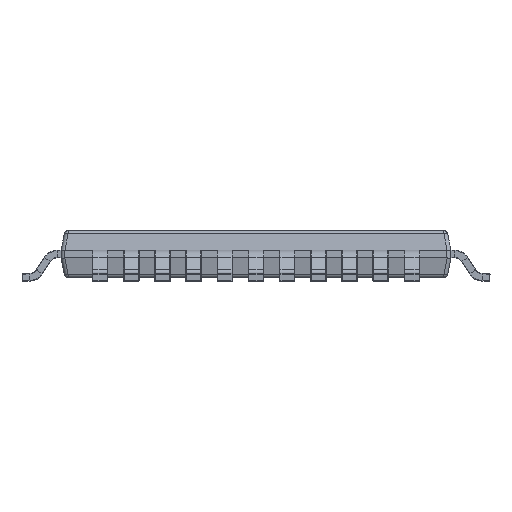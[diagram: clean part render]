
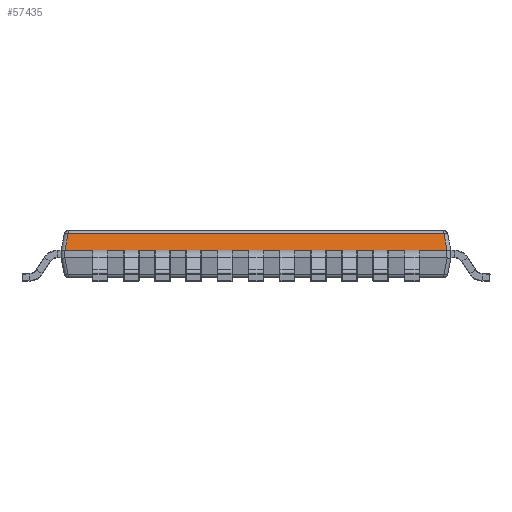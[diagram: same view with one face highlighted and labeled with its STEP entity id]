
A CAD part, left-side view. The second image highlights one B-rep face of the part: STEP entity #57435.
In plain terms, the highlighted planar face has unit normal (-0.981, 0, 0.196).
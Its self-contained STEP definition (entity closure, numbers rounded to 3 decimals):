
#3730 = FACE_OUTER_BOUND ( 'NONE', #32930, .T. ) ;
#7439 = CARTESIAN_POINT ( 'NONE',  ( -5., 4.9, 0.8 ) ) ;
#8793 = VERTEX_POINT ( 'NONE', #86174 ) ;
#10182 = ORIENTED_EDGE ( 'NONE', *, *, #44430, .T. ) ;
#11931 = ORIENTED_EDGE ( 'NONE', *, *, #103714, .T. ) ;
#13872 = EDGE_CURVE ( 'NONE', #111119, #8793, #45251, .T. ) ;
#14370 = CARTESIAN_POINT ( 'NONE',  ( -5., 4.902, 0.8 ) ) ;
#14734 = CARTESIAN_POINT ( 'NONE',  ( -5., 4.9, 0.8 ) ) ;
#14890 = LINE ( 'NONE', #78240, #34786 ) ;
#16539 = CARTESIAN_POINT ( 'NONE',  ( -5., 4.901, 0.8 ) ) ;
#17593 =( BOUNDED_CURVE ( )  B_SPLINE_CURVE ( 3, ( #32528, #93782, #16539, #7439 ),
 .UNSPECIFIED., .F., .F. ) 
 B_SPLINE_CURVE_WITH_KNOTS ( ( 4, 4 ),
 ( 6.264, 6.283 ),
 .UNSPECIFIED. ) 
 CURVE ( )  GEOMETRIC_REPRESENTATION_ITEM ( )  RATIONAL_B_SPLINE_CURVE ( ( 1., 1., 1., 1. ) ) 
 REPRESENTATION_ITEM ( '' )  );
#19095 = VERTEX_POINT ( 'NONE', #14370 ) ;
#24442 = CARTESIAN_POINT ( 'NONE',  ( -5., -4.9, 0.8 ) ) ;
#29820 = CARTESIAN_POINT ( 'NONE',  ( -4.916, -4.818, 1.22 ) ) ;
#32528 = CARTESIAN_POINT ( 'NONE',  ( -5., 4.902, 0.8 ) ) ;
#32930 = EDGE_LOOP ( 'NONE', ( #10182, #11931, #55947, #74776, #88514, #62816 ) ) ;
#33520 = CARTESIAN_POINT ( 'NONE',  ( -5., -4.901, 0.8 ) ) ;
#34559 = EDGE_CURVE ( 'NONE', #8793, #106963, #14890, .T. ) ;
#34786 = VECTOR ( 'NONE', #43347, 1000. ) ;
#42397 = AXIS2_PLACEMENT_3D ( 'NONE', #74525, #57349, #109526 ) ;
#43347 = DIRECTION ( 'NONE',  ( 0.192, 0.192, 0.962 ) ) ;
#44430 = EDGE_CURVE ( 'NONE', #66097, #19095, #83557, .T. ) ;
#45251 =( BOUNDED_CURVE ( )  B_SPLINE_CURVE ( 3, ( #24442, #33520, #102240, #50676 ),
 .UNSPECIFIED., .F., .T. ) 
 B_SPLINE_CURVE_WITH_KNOTS ( ( 4, 4 ),
 ( 0., 0.019 ),
 .UNSPECIFIED. ) 
 CURVE ( )  GEOMETRIC_REPRESENTATION_ITEM ( )  RATIONAL_B_SPLINE_CURVE ( ( 1., 1., 1., 1. ) ) 
 REPRESENTATION_ITEM ( '' )  );
#48475 = DIRECTION ( 'NONE',  ( 0., 1., 0. ) ) ;
#50676 = CARTESIAN_POINT ( 'NONE',  ( -5., -4.902, 0.8 ) ) ;
#55947 = ORIENTED_EDGE ( 'NONE', *, *, #62270, .F. ) ;
#57349 = DIRECTION ( 'NONE',  ( -0.981, 0., 0.196 ) ) ;
#57435 = ADVANCED_FACE ( 'NONE', ( #3730 ), #106109, .T. ) ;
#62270 = EDGE_CURVE ( 'NONE', #111119, #97581, #67865, .T. ) ;
#62816 = ORIENTED_EDGE ( 'NONE', *, *, #81984, .T. ) ;
#64078 = CARTESIAN_POINT ( 'NONE',  ( -5., -4.9, 0.8 ) ) ;
#65621 = CARTESIAN_POINT ( 'NONE',  ( -5., 5., 0.8 ) ) ;
#66097 = VERTEX_POINT ( 'NONE', #107180 ) ;
#67865 = LINE ( 'NONE', #65621, #111176 ) ;
#74525 = CARTESIAN_POINT ( 'NONE',  ( -4.9, 0., 1.3 ) ) ;
#74776 = ORIENTED_EDGE ( 'NONE', *, *, #13872, .T. ) ;
#76667 = CARTESIAN_POINT ( 'NONE',  ( -4.722, 4.624, 2.189 ) ) ;
#78240 = CARTESIAN_POINT ( 'NONE',  ( -4.722, -4.624, 2.189 ) ) ;
#81984 = EDGE_CURVE ( 'NONE', #106963, #66097, #112808, .T. ) ;
#83557 = LINE ( 'NONE', #76667, #107329 ) ;
#86174 = CARTESIAN_POINT ( 'NONE',  ( -5., -4.902, 0.8 ) ) ;
#88514 = ORIENTED_EDGE ( 'NONE', *, *, #34559, .T. ) ;
#93782 = CARTESIAN_POINT ( 'NONE',  ( -5., 4.901, 0.8 ) ) ;
#95028 = DIRECTION ( 'NONE',  ( 0., 1., 0. ) ) ;
#97581 = VERTEX_POINT ( 'NONE', #14734 ) ;
#102240 = CARTESIAN_POINT ( 'NONE',  ( -5., -4.901, 0.8 ) ) ;
#102488 = DIRECTION ( 'NONE',  ( -0.192, 0.192, -0.962 ) ) ;
#103083 = CARTESIAN_POINT ( 'NONE',  ( -4.916, 0., 1.22 ) ) ;
#103714 = EDGE_CURVE ( 'NONE', #19095, #97581, #17593, .T. ) ;
#105241 = VECTOR ( 'NONE', #95028, 1000. ) ;
#106109 = PLANE ( 'NONE',  #42397 ) ;
#106963 = VERTEX_POINT ( 'NONE', #29820 ) ;
#107180 = CARTESIAN_POINT ( 'NONE',  ( -4.916, 4.818, 1.22 ) ) ;
#107329 = VECTOR ( 'NONE', #102488, 1000. ) ;
#109526 = DIRECTION ( 'NONE',  ( 0., 1., 0. ) ) ;
#111119 = VERTEX_POINT ( 'NONE', #64078 ) ;
#111176 = VECTOR ( 'NONE', #48475, 1000. ) ;
#112808 = LINE ( 'NONE', #103083, #105241 ) ;
